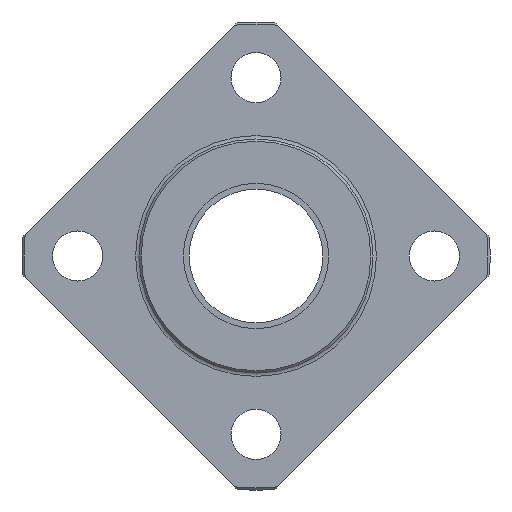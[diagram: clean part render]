
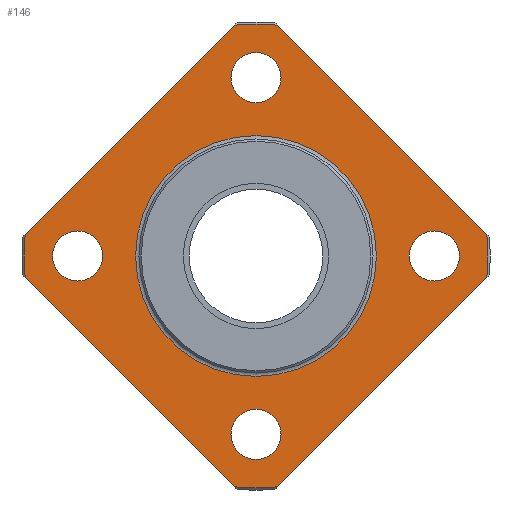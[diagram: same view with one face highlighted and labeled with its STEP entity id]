
A CAD part, left-side view. The second image highlights one B-rep face of the part: STEP entity #146.
In plain terms, the highlighted planar face has unit normal (-1, 0, 0).
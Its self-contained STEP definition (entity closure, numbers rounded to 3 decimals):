
#146 = ADVANCED_FACE( '', ( #314, #315, #316, #317, #318, #319 ), #320, .T. );
#314 = FACE_BOUND( '', #492, .T. );
#315 = FACE_BOUND( '', #493, .T. );
#316 = FACE_BOUND( '', #494, .T. );
#317 = FACE_OUTER_BOUND( '', #495, .T. );
#318 = FACE_BOUND( '', #496, .T. );
#319 = FACE_BOUND( '', #497, .T. );
#320 = PLANE( '', #498 );
#492 = EDGE_LOOP( '', ( #756 ) );
#493 = EDGE_LOOP( '', ( #757 ) );
#494 = EDGE_LOOP( '', ( #758 ) );
#495 = EDGE_LOOP( '', ( #759, #760, #761, #762, #763, #764, #765, #766 ) );
#496 = EDGE_LOOP( '', ( #767 ) );
#497 = EDGE_LOOP( '', ( #768 ) );
#498 = AXIS2_PLACEMENT_3D( '', #769, #770, #771 );
#756 = ORIENTED_EDGE( '', *, *, #954, .T. );
#757 = ORIENTED_EDGE( '', *, *, #952, .T. );
#758 = ORIENTED_EDGE( '', *, *, #974, .T. );
#759 = ORIENTED_EDGE( '', *, *, #975, .F. );
#760 = ORIENTED_EDGE( '', *, *, #912, .F. );
#761 = ORIENTED_EDGE( '', *, *, #883, .F. );
#762 = ORIENTED_EDGE( '', *, *, #976, .F. );
#763 = ORIENTED_EDGE( '', *, *, #939, .F. );
#764 = ORIENTED_EDGE( '', *, *, #970, .F. );
#765 = ORIENTED_EDGE( '', *, *, #923, .F. );
#766 = ORIENTED_EDGE( '', *, *, #977, .F. );
#767 = ORIENTED_EDGE( '', *, *, #978, .T. );
#768 = ORIENTED_EDGE( '', *, *, #918, .T. );
#769 = CARTESIAN_POINT( '', ( 6., 20.8, 0. ) );
#770 = DIRECTION( '', ( -1., 0., 0. ) );
#771 = DIRECTION( '', ( 0., 0., 1. ) );
#883 = EDGE_CURVE( '', #1006, #1002, #1008, .T. );
#912 = EDGE_CURVE( '', #1002, #1057, #1058, .T. );
#918 = EDGE_CURVE( '', #1067, #1067, #1068, .T. );
#923 = EDGE_CURVE( '', #1073, #1076, #1077, .T. );
#939 = EDGE_CURVE( '', #1101, #1097, #1103, .T. );
#952 = EDGE_CURVE( '', #1122, #1122, #1123, .F. );
#954 = EDGE_CURVE( '', #1125, #1125, #1126, .T. );
#970 = EDGE_CURVE( '', #1076, #1101, #1147, .T. );
#974 = EDGE_CURVE( '', #1152, #1152, #1153, .T. );
#975 = EDGE_CURVE( '', #1057, #1154, #1155, .T. );
#976 = EDGE_CURVE( '', #1097, #1006, #1156, .T. );
#977 = EDGE_CURVE( '', #1154, #1073, #1157, .T. );
#978 = EDGE_CURVE( '', #1158, #1158, #1159, .T. );
#1002 = VERTEX_POINT( '', #1185 );
#1006 = VERTEX_POINT( '', #1192 );
#1008 = CIRCLE( '', #1197, 20.8 );
#1057 = VERTEX_POINT( '', #1255 );
#1058 = LINE( '', #1256, #1257 );
#1067 = VERTEX_POINT( '', #1273 );
#1068 = CIRCLE( '', #1274, 2.25 );
#1073 = VERTEX_POINT( '', #1279 );
#1076 = VERTEX_POINT( '', #1285 );
#1077 = CIRCLE( '', #1286, 20.8 );
#1097 = VERTEX_POINT( '', #1309 );
#1101 = VERTEX_POINT( '', #1316 );
#1103 = CIRCLE( '', #1321, 20.8 );
#1122 = VERTEX_POINT( '', #1341 );
#1123 = CIRCLE( '', #1342, 2.25 );
#1125 = VERTEX_POINT( '', #1344 );
#1126 = CIRCLE( '', #1345, 10.805 );
#1147 = LINE( '', #1374, #1375 );
#1152 = VERTEX_POINT( '', #1384 );
#1153 = CIRCLE( '', #1385, 2.25 );
#1154 = VERTEX_POINT( '', #1386 );
#1155 = CIRCLE( '', #1387, 20.8 );
#1156 = LINE( '', #1388, #1389 );
#1157 = LINE( '', #1390, #1391 );
#1158 = VERTEX_POINT( '', #1392 );
#1159 = CIRCLE( '', #1393, 2.25 );
#1185 = CARTESIAN_POINT( '', ( 6., 1.916, -20.712 ) );
#1192 = CARTESIAN_POINT( '', ( 6., -1.916, -20.712 ) );
#1197 = AXIS2_PLACEMENT_3D( '', #1433, #1434, #1435 );
#1255 = CARTESIAN_POINT( '', ( 6., 20.712, -1.916 ) );
#1256 = CARTESIAN_POINT( '', ( 6., 21.714, -0.914 ) );
#1257 = VECTOR( '', #1487, 1000. );
#1273 = CARTESIAN_POINT( '', ( 6., 0., 13.75 ) );
#1274 = AXIS2_PLACEMENT_3D( '', #1492, #1493, #1494 );
#1279 = CARTESIAN_POINT( '', ( 6., 1.916, 20.712 ) );
#1285 = CARTESIAN_POINT( '', ( 6., -1.916, 20.712 ) );
#1286 = AXIS2_PLACEMENT_3D( '', #1498, #1499, #1500 );
#1309 = CARTESIAN_POINT( '', ( 6., -20.712, -1.916 ) );
#1316 = CARTESIAN_POINT( '', ( 6., -20.712, 1.916 ) );
#1321 = AXIS2_PLACEMENT_3D( '', #1522, #1523, #1524 );
#1341 = CARTESIAN_POINT( '', ( 6., 16., 2.25 ) );
#1342 = AXIS2_PLACEMENT_3D( '', #1544, #1545, #1546 );
#1344 = CARTESIAN_POINT( '', ( 6., 0., -10.805 ) );
#1345 = AXIS2_PLACEMENT_3D( '', #1547, #1548, #1549 );
#1374 = CARTESIAN_POINT( '', ( 6., -0.914, 21.714 ) );
#1375 = VECTOR( '', #1564, 1000. );
#1384 = CARTESIAN_POINT( '', ( 6., 0., -18.25 ) );
#1385 = AXIS2_PLACEMENT_3D( '', #1566, #1567, #1568 );
#1386 = CARTESIAN_POINT( '', ( 6., 20.712, 1.916 ) );
#1387 = AXIS2_PLACEMENT_3D( '', #1569, #1570, #1571 );
#1388 = CARTESIAN_POINT( '', ( 6., -0.914, -21.714 ) );
#1389 = VECTOR( '', #1572, 1000. );
#1390 = CARTESIAN_POINT( '', ( 6., 21.714, 0.914 ) );
#1391 = VECTOR( '', #1573, 1000. );
#1392 = CARTESIAN_POINT( '', ( 6., -16., -2.25 ) );
#1393 = AXIS2_PLACEMENT_3D( '', #1574, #1575, #1576 );
#1433 = CARTESIAN_POINT( '', ( 6., 0., 0. ) );
#1434 = DIRECTION( '', ( 1., 0., 0. ) );
#1435 = DIRECTION( '', ( 0., 0., -1. ) );
#1487 = DIRECTION( '', ( 0., 0.707, 0.707 ) );
#1492 = CARTESIAN_POINT( '', ( 6., 0., 16. ) );
#1493 = DIRECTION( '', ( 1., 0., 0. ) );
#1494 = DIRECTION( '', ( 0., 0., -1. ) );
#1498 = CARTESIAN_POINT( '', ( 6., 0., 0. ) );
#1499 = DIRECTION( '', ( 1., 0., 0. ) );
#1500 = DIRECTION( '', ( 0., 0., -1. ) );
#1522 = CARTESIAN_POINT( '', ( 6., 0., 0. ) );
#1523 = DIRECTION( '', ( 1., 0., 0. ) );
#1524 = DIRECTION( '', ( 0., 0., -1. ) );
#1544 = CARTESIAN_POINT( '', ( 6., 16., 0. ) );
#1545 = DIRECTION( '', ( -1., 0., 0. ) );
#1546 = DIRECTION( '', ( 0., 0., 1. ) );
#1547 = CARTESIAN_POINT( '', ( 6., 0., 0. ) );
#1548 = DIRECTION( '', ( 1., 0., 0. ) );
#1549 = DIRECTION( '', ( 0., 0., -1. ) );
#1564 = DIRECTION( '', ( 0., -0.707, -0.707 ) );
#1566 = CARTESIAN_POINT( '', ( 6., 0., -16. ) );
#1567 = DIRECTION( '', ( 1., 0., 0. ) );
#1568 = DIRECTION( '', ( 0., 0., -1. ) );
#1569 = CARTESIAN_POINT( '', ( 6., 0., 0. ) );
#1570 = DIRECTION( '', ( 1., 0., 0. ) );
#1571 = DIRECTION( '', ( 0., 0., -1. ) );
#1572 = DIRECTION( '', ( 0., 0.707, -0.707 ) );
#1573 = DIRECTION( '', ( 0., -0.707, 0.707 ) );
#1574 = CARTESIAN_POINT( '', ( 6., -16., 0. ) );
#1575 = DIRECTION( '', ( 1., 0., 0. ) );
#1576 = DIRECTION( '', ( 0., 0., -1. ) );
